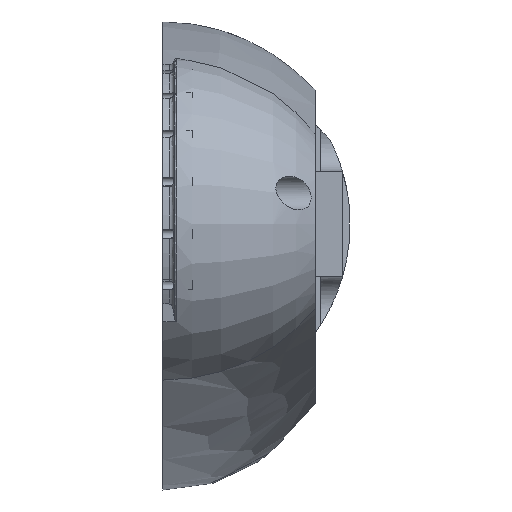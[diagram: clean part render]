
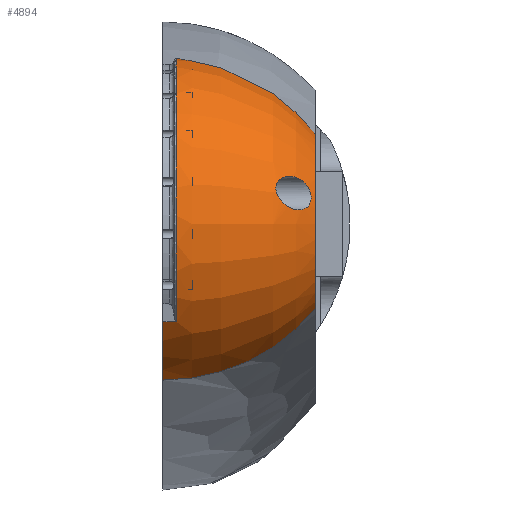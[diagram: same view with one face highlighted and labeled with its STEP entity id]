
A CAD part, front view. The second image highlights one B-rep face of the part: STEP entity #4894.
In plain terms, the highlighted toroidal (fillet/blend) face has major radius 5.5 mm and minor radius 42.5 mm.
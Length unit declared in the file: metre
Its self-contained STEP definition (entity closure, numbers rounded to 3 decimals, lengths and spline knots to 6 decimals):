
#20=DEGENERATE_TOROIDAL_SURFACE('',#5267,0.0055,0.0425,.F.);
#216=CIRCLE('',#5188,0.037);
#272=CIRCLE('',#5268,0.02);
#273=CIRCLE('',#5269,0.037);
#274=CIRCLE('',#5270,0.036891);
#275=CIRCLE('',#5271,0.036892);
#457=B_SPLINE_CURVE_WITH_KNOTS('',3,(#7703,#7704,#7705,#7706,#7707),
 .UNSPECIFIED.,.F.,.F.,(4,1,4),(0.5,0.75,1.),.UNSPECIFIED.);
#458=B_SPLINE_CURVE_WITH_KNOTS('',3,(#7711,#7712,#7713,#7714,#7715),
 .UNSPECIFIED.,.F.,.F.,(4,1,4),(0.,0.25,0.5),.UNSPECIFIED.);
#459=B_SPLINE_CURVE_WITH_KNOTS('',3,(#7719,#7720,#7721,#7722),
 .UNSPECIFIED.,.F.,.F.,(4,4),(0.003038,0.006075),
 .UNSPECIFIED.);
#460=B_SPLINE_CURVE_WITH_KNOTS('',3,(#7726,#7727,#7728,#7729),
 .UNSPECIFIED.,.F.,.F.,(4,4),(0.,0.000389),.UNSPECIFIED.);
#461=B_SPLINE_CURVE_WITH_KNOTS('',3,(#7731,#7732,#7733,#7734),
 .UNSPECIFIED.,.F.,.F.,(4,4),(0.,0.000306),.UNSPECIFIED.);
#462=B_SPLINE_CURVE_WITH_KNOTS('',3,(#7738,#7739,#7740,#7741),
 .UNSPECIFIED.,.F.,.F.,(4,4),(0.,0.5),.UNSPECIFIED.);
#463=B_SPLINE_CURVE_WITH_KNOTS('',3,(#7742,#7743,#7744,#7745,#7746,#7747,
#7748,#7749,#7750,#7751,#7752,#7753,#7754,#7755,#7756,#7757,#7758,#7759,
#7760),.UNSPECIFIED.,.T.,.F.,(1,1,1,1,1,1,1,1,1,1,1,1,1,1,1,1,1,1,1,1,1,
1,1),(-0.007278,-0.003639,-0.00182,0.,
0.00182,0.002729,0.003639,0.005459,
0.007278,0.009098,0.010917,0.012737,
0.014556,0.016376,0.018196,0.020015,
0.021835,0.025474,0.027293,0.029113,
0.030932,0.031842,0.032752),.UNSPECIFIED.);
#868=ORIENTED_EDGE('',*,*,#2218,.F.);
#869=ORIENTED_EDGE('',*,*,#2356,.F.);
#870=ORIENTED_EDGE('',*,*,#2357,.F.);
#871=ORIENTED_EDGE('',*,*,#2358,.T.);
#872=ORIENTED_EDGE('',*,*,#2359,.F.);
#873=ORIENTED_EDGE('',*,*,#2360,.T.);
#874=ORIENTED_EDGE('',*,*,#2361,.T.);
#875=ORIENTED_EDGE('',*,*,#2362,.T.);
#876=ORIENTED_EDGE('',*,*,#2363,.T.);
#877=ORIENTED_EDGE('',*,*,#2364,.T.);
#878=ORIENTED_EDGE('',*,*,#2365,.T.);
#879=ORIENTED_EDGE('',*,*,#2366,.T.);
#2218=EDGE_CURVE('',#2964,#2965,#216,.F.);
#2356=EDGE_CURVE('',#3089,#2964,#457,.F.);
#2357=EDGE_CURVE('',#3090,#3089,#272,.T.);
#2358=EDGE_CURVE('',#3090,#3091,#458,.T.);
#2359=EDGE_CURVE('',#3092,#3091,#273,.F.);
#2360=EDGE_CURVE('',#3092,#3093,#459,.T.);
#2361=EDGE_CURVE('',#3093,#3094,#274,.F.);
#2362=EDGE_CURVE('',#3094,#3095,#460,.T.);
#2363=EDGE_CURVE('',#3095,#3096,#461,.T.);
#2364=EDGE_CURVE('',#3096,#3097,#275,.F.);
#2365=EDGE_CURVE('',#3097,#2965,#462,.T.);
#2366=EDGE_CURVE('',#3098,#3098,#463,.T.);
#2964=VERTEX_POINT('',#7148);
#2965=VERTEX_POINT('',#7150);
#3089=VERTEX_POINT('',#7708);
#3090=VERTEX_POINT('',#7710);
#3091=VERTEX_POINT('',#7716);
#3092=VERTEX_POINT('',#7718);
#3093=VERTEX_POINT('',#7723);
#3094=VERTEX_POINT('',#7725);
#3095=VERTEX_POINT('',#7730);
#3096=VERTEX_POINT('',#7735);
#3097=VERTEX_POINT('',#7737);
#3098=VERTEX_POINT('',#7761);
#4063=EDGE_LOOP('',(#868,#869,#870,#871,#872,#873,#874,#875,#876,#877,#878));
#4064=EDGE_LOOP('',(#879));
#4419=FACE_BOUND('',#4063,.T.);
#4420=FACE_BOUND('',#4064,.T.);
#4894=ADVANCED_FACE('',(#4419,#4420),#20,.F.);
#5188=AXIS2_PLACEMENT_3D('',#7149,#5750,#5751);
#5267=AXIS2_PLACEMENT_3D('',#7702,#5956,#5957);
#5268=AXIS2_PLACEMENT_3D('',#7709,#5958,#5959);
#5269=AXIS2_PLACEMENT_3D('',#7717,#5960,#5961);
#5270=AXIS2_PLACEMENT_3D('',#7724,#5962,#5963);
#5271=AXIS2_PLACEMENT_3D('',#7736,#5964,#5965);
#5750=DIRECTION('',(1.,0.,0.));
#5751=DIRECTION('',(0.,0.,-1.));
#5956=DIRECTION('',(1.,0.,0.));
#5957=DIRECTION('',(0.,1.,0.));
#5958=DIRECTION('',(1.,0.,0.));
#5959=DIRECTION('',(0.,1.,0.));
#5960=DIRECTION('',(1.,0.,0.));
#5961=DIRECTION('',(0.,0.,-1.));
#5962=DIRECTION('',(-1.,0.,0.));
#5963=DIRECTION('',(0.,0.,1.));
#5964=DIRECTION('',(-1.,0.,0.));
#5965=DIRECTION('',(0.,-1.,0.));
#7148=CARTESIAN_POINT('',(0.,-0.012655,-0.034769));
#7149=CARTESIAN_POINT('',(0.,0.,0.));
#7150=CARTESIAN_POINT('',(0.,-0.029878,-0.021825));
#7702=CARTESIAN_POINT('',(0.,0.,0.));
#7703=CARTESIAN_POINT('',(0.,-0.012655,-0.034769));
#7704=CARTESIAN_POINT('',(0.006568,-0.012655,-0.034769));
#7705=CARTESIAN_POINT('',(0.019699,-0.011594,-0.031855));
#7706=CARTESIAN_POINT('',(0.030059,-0.008638,-0.023732));
#7707=CARTESIAN_POINT('',(0.034,-0.00684,-0.018794));
#7708=CARTESIAN_POINT('',(0.034,-0.00684,-0.018794));
#7709=CARTESIAN_POINT('',(0.034,0.,0.));
#7710=CARTESIAN_POINT('',(0.034,0.015321,0.012856));
#7711=CARTESIAN_POINT('',(0.034,0.015321,0.012856));
#7712=CARTESIAN_POINT('',(0.030059,0.019346,0.016233));
#7713=CARTESIAN_POINT('',(0.019699,0.025968,0.02179));
#7714=CARTESIAN_POINT('',(0.006568,0.028344,0.023783));
#7715=CARTESIAN_POINT('',(0.,0.028344,0.023783));
#7716=CARTESIAN_POINT('',(0.,0.028344,0.023783));
#7717=CARTESIAN_POINT('',(0.,0.,0.));
#7718=CARTESIAN_POINT('',(0.,0.027558,0.024689));
#7719=CARTESIAN_POINT('',(0.,0.027558,0.024689));
#7720=CARTESIAN_POINT('',(0.001013,0.027558,0.024689));
#7721=CARTESIAN_POINT('',(0.002025,0.027529,0.024667));
#7722=CARTESIAN_POINT('',(0.003036,0.027472,0.024623));
#7723=CARTESIAN_POINT('',(0.003036,0.027472,0.024623));
#7724=CARTESIAN_POINT('',(0.003036,0.,0.));
#7725=CARTESIAN_POINT('',(0.003036,0.024187,0.027856));
#7726=CARTESIAN_POINT('',(0.003036,0.024187,0.027856));
#7727=CARTESIAN_POINT('',(0.003036,0.024089,0.027941));
#7728=CARTESIAN_POINT('',(0.003035,0.023991,0.028026));
#7729=CARTESIAN_POINT('',(0.003034,0.023892,0.02811));
#7730=CARTESIAN_POINT('',(0.003034,0.023892,0.02811));
#7731=CARTESIAN_POINT('',(0.003034,0.023892,0.02811));
#7732=CARTESIAN_POINT('',(0.003033,0.023814,0.028176));
#7733=CARTESIAN_POINT('',(0.003032,0.023736,0.028242));
#7734=CARTESIAN_POINT('',(0.003032,0.023658,0.028307));
#7735=CARTESIAN_POINT('',(0.003032,0.023658,0.028307));
#7736=CARTESIAN_POINT('',(0.003032,0.,0.));
#7737=CARTESIAN_POINT('',(0.003032,-0.029783,-0.02177));
#7738=CARTESIAN_POINT('',(0.003032,-0.029783,-0.02177));
#7739=CARTESIAN_POINT('',(0.002023,-0.029846,-0.021807));
#7740=CARTESIAN_POINT('',(0.001011,-0.029878,-0.021825));
#7741=CARTESIAN_POINT('',(0.,-0.029878,-0.021825));
#7742=CARTESIAN_POINT('',(0.026778,-0.027127,0.004637));
#7743=CARTESIAN_POINT('',(0.025644,-0.027781,0.005951));
#7744=CARTESIAN_POINT('',(0.025098,-0.02783,0.007448));
#7745=CARTESIAN_POINT('',(0.025203,-0.027404,0.008612));
#7746=CARTESIAN_POINT('',(0.025628,-0.026753,0.009575));
#7747=CARTESIAN_POINT('',(0.02652,-0.025733,0.010328));
#7748=CARTESIAN_POINT('',(0.027775,-0.024451,0.010689));
#7749=CARTESIAN_POINT('',(0.029083,-0.023194,0.010617));
#7750=CARTESIAN_POINT('',(0.030385,-0.022011,0.010139));
#7751=CARTESIAN_POINT('',(0.031607,-0.020991,0.009234));
#7752=CARTESIAN_POINT('',(0.032634,-0.020281,0.007862));
#7753=CARTESIAN_POINT('',(0.033171,-0.020221,0.00602));
#7754=CARTESIAN_POINT('',(0.032808,-0.0211,0.004342));
#7755=CARTESIAN_POINT('',(0.031848,-0.022405,0.003408));
#7756=CARTESIAN_POINT('',(0.030259,-0.024207,0.002964));
#7757=CARTESIAN_POINT('',(0.028462,-0.025876,0.00344));
#7758=CARTESIAN_POINT('',(0.026778,-0.027127,0.004637));
#7759=CARTESIAN_POINT('',(0.025644,-0.027781,0.005951));
#7760=CARTESIAN_POINT('',(0.025098,-0.02783,0.007448));
#7761=CARTESIAN_POINT('',(0.025723,-0.027682,0.006032));
